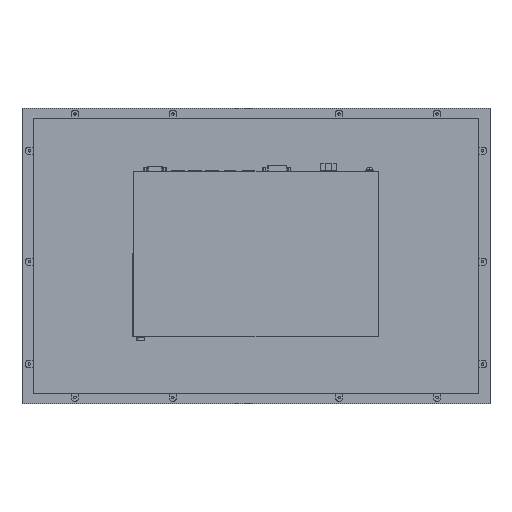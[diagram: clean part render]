
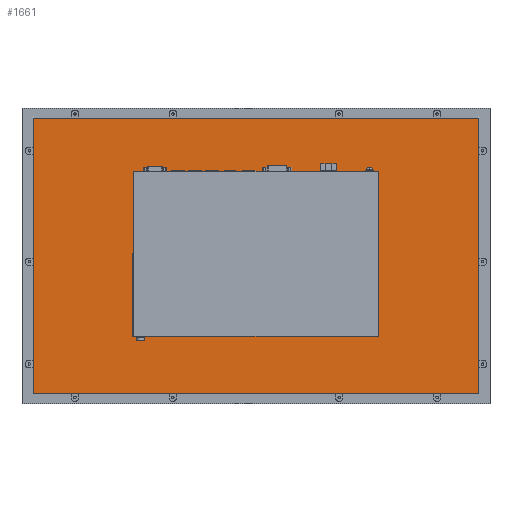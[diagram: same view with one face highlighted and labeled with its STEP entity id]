
A CAD part, top view. The second image highlights one B-rep face of the part: STEP entity #1661.
In plain terms, the highlighted planar face has unit normal (0, 0, 1).
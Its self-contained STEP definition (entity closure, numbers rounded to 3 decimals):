
#1648=AXIS2_PLACEMENT_3D('Plane Axis2P3D',#1645,#1646,#1647) ;
#1482=CARTESIAN_POINT('Vertex',(14.,13.,32.8)) ;
#1485=CARTESIAN_POINT('Line Origine',(14.,184.,32.8)) ;
#1489=CARTESIAN_POINT('Vertex',(14.,355.,32.8)) ;
#1554=CARTESIAN_POINT('Line Origine',(290.75,355.,32.8)) ;
#1558=CARTESIAN_POINT('Vertex',(567.5,355.,32.8)) ;
#1629=CARTESIAN_POINT('Vertex',(567.5,13.,32.8)) ;
#1632=CARTESIAN_POINT('Line Origine',(290.75,13.,32.8)) ;
#1645=CARTESIAN_POINT('Axis2P3D Location',(0.,0.,32.8)) ;
#1650=CARTESIAN_POINT('Line Origine',(567.5,184.,32.8)) ;
#1486=DIRECTION('Vector Direction',(0.,-1.,0.)) ;
#1555=DIRECTION('Vector Direction',(1.,0.,0.)) ;
#1633=DIRECTION('Vector Direction',(-1.,0.,0.)) ;
#1646=DIRECTION('Axis2P3D Direction',(0.,0.,1.)) ;
#1647=DIRECTION('Axis2P3D XDirection',(1.,0.,0.)) ;
#1651=DIRECTION('Vector Direction',(0.,1.,0.)) ;
#1487=VECTOR('Line Direction',#1486,1.) ;
#1556=VECTOR('Line Direction',#1555,1.) ;
#1634=VECTOR('Line Direction',#1633,1.) ;
#1652=VECTOR('Line Direction',#1651,1.) ;
#1656=ORIENTED_EDGE('',*,*,#1491,.T.) ;
#1657=ORIENTED_EDGE('',*,*,#1636,.T.) ;
#1658=ORIENTED_EDGE('',*,*,#1654,.T.) ;
#1659=ORIENTED_EDGE('',*,*,#1560,.T.) ;
#1661=ADVANCED_FACE('Housing.1',(#1660),#1649,.T.) ;
#1491=EDGE_CURVE('',#1490,#1483,#1488,.T.) ;
#1560=EDGE_CURVE('',#1559,#1490,#1557,.F.) ;
#1636=EDGE_CURVE('',#1483,#1630,#1635,.F.) ;
#1654=EDGE_CURVE('',#1630,#1559,#1653,.T.) ;
#1655=EDGE_LOOP('',(#1656,#1657,#1658,#1659)) ;
#1660=FACE_OUTER_BOUND('',#1655,.T.) ;
#1488=LINE('Line',#1485,#1487) ;
#1557=LINE('Line',#1554,#1556) ;
#1635=LINE('Line',#1632,#1634) ;
#1653=LINE('Line',#1650,#1652) ;
#1649=PLANE('',#1648) ;
#1483=VERTEX_POINT('',#1482) ;
#1490=VERTEX_POINT('',#1489) ;
#1559=VERTEX_POINT('',#1558) ;
#1630=VERTEX_POINT('',#1629) ;
